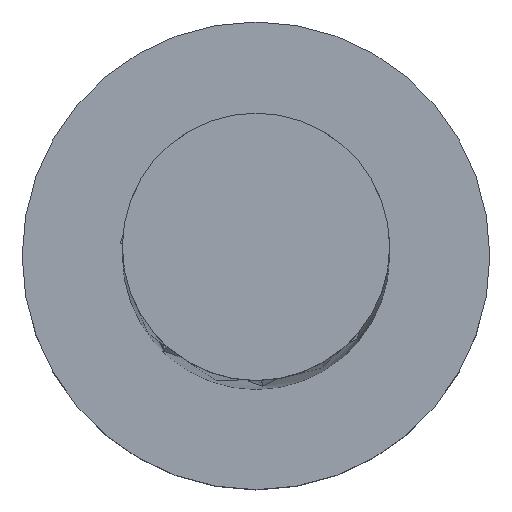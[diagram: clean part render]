
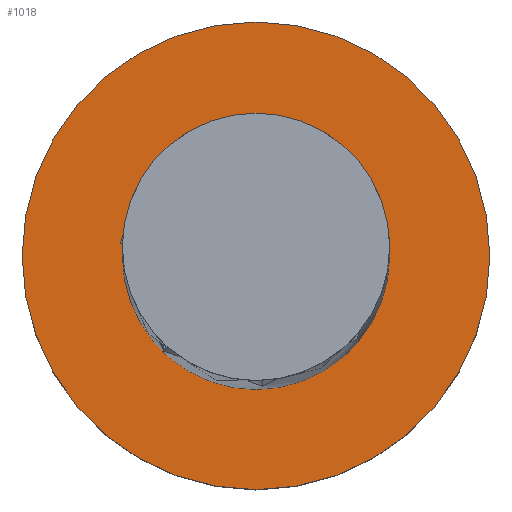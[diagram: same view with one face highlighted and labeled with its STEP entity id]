
A CAD part, top view. The second image highlights one B-rep face of the part: STEP entity #1018.
In plain terms, the highlighted planar face has unit normal (0, 0, 1).
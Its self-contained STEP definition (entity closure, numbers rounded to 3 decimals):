
#16 = VERTEX_POINT ( 'NONE', #1331 ) ;
#117 = CARTESIAN_POINT ( 'NONE',  ( -3.983, 0.363, 5. ) ) ;
#162 = ORIENTED_EDGE ( 'NONE', *, *, #296, .T. ) ;
#195 = AXIS2_PLACEMENT_3D ( 'NONE', #242, #2745, #1924 ) ;
#203 = DIRECTION ( 'NONE',  ( 0., 0., 1. ) ) ;
#214 = DIRECTION ( 'NONE',  ( 1., 0., 0. ) ) ;
#229 = VERTEX_POINT ( 'NONE', #2404 ) ;
#242 = CARTESIAN_POINT ( 'NONE',  ( 0., 0., 5. ) ) ;
#296 = EDGE_CURVE ( 'NONE', #2381, #16, #2683, .T. ) ;
#300 = VERTEX_POINT ( 'NONE', #1366 ) ;
#323 = CARTESIAN_POINT ( 'NONE',  ( -3.526, 1.888, 5. ) ) ;
#340 = EDGE_LOOP ( 'NONE', ( #2059, #1576 ) ) ;
#367 = CARTESIAN_POINT ( 'NONE',  ( -3.551, 1.898, 5. ) ) ;
#401 = EDGE_CURVE ( 'NONE', #300, #229, #2094, .T. ) ;
#412 = DIRECTION ( 'NONE',  ( 1., 0., 0. ) ) ;
#443 = EDGE_LOOP ( 'NONE', ( #162, #1959, #2177, #2244, #550, #668 ) ) ;
#469 = DIRECTION ( 'NONE',  ( 0., 0., 1. ) ) ;
#550 = ORIENTED_EDGE ( 'NONE', *, *, #401, .F. ) ;
#641 = EDGE_CURVE ( 'NONE', #2474, #1823, #1790, .T. ) ;
#663 = CARTESIAN_POINT ( 'NONE',  ( 0., 0., 5. ) ) ;
#668 = ORIENTED_EDGE ( 'NONE', *, *, #1988, .T. ) ;
#678 = CARTESIAN_POINT ( 'NONE',  ( 0., 0., 5. ) ) ;
#680 = VERTEX_POINT ( 'NONE', #1637 ) ;
#777 = AXIS2_PLACEMENT_3D ( 'NONE', #2085, #2458, #1229 ) ;
#863 = AXIS2_PLACEMENT_3D ( 'NONE', #663, #1088, #214 ) ;
#885 = CARTESIAN_POINT ( 'NONE',  ( 0., 0., 5. ) ) ;
#908 = CIRCLE ( 'NONE', #863, 4. ) ;
#963 = CARTESIAN_POINT ( 'NONE',  ( -4.036, 0.375, 5. ) ) ;
#967 =( BOUNDED_CURVE ( )  B_SPLINE_CURVE ( 3, ( #1394, #2243, #367, #323 ),
 .UNSPECIFIED., .F., .T. ) 
 B_SPLINE_CURVE_WITH_KNOTS ( ( 4, 4 ),
 ( 0., 0. ),
 .UNSPECIFIED. ) 
 CURVE ( )  GEOMETRIC_REPRESENTATION_ITEM ( )  RATIONAL_B_SPLINE_CURVE ( ( 0.999, 0.967, 0.937, 0.908 ) ) 
 REPRESENTATION_ITEM ( '' )  );
#1008 = CARTESIAN_POINT ( 'NONE',  ( -4.01, 0.368, 5. ) ) ;
#1018 = ADVANCED_FACE ( 'NONE', ( #1887, #2542 ), #2513, .T. ) ;
#1039 = CIRCLE ( 'NONE', #2539, 4. ) ;
#1088 = DIRECTION ( 'NONE',  ( 0., 0., 1. ) ) ;
#1193 = CARTESIAN_POINT ( 'NONE',  ( -4.061, 0.382, 5. ) ) ;
#1229 = DIRECTION ( 'NONE',  ( 1., 0., 0. ) ) ;
#1331 = CARTESIAN_POINT ( 'NONE',  ( -3.602, 1.915, 5. ) ) ;
#1366 = CARTESIAN_POINT ( 'NONE',  ( -3.983, 0.363, 5. ) ) ;
#1384 = EDGE_CURVE ( 'NONE', #229, #2585, #908, .T. ) ;
#1394 = CARTESIAN_POINT ( 'NONE',  ( -3.602, 1.915, 5. ) ) ;
#1400 = CARTESIAN_POINT ( 'NONE',  ( 0., 0., 5. ) ) ;
#1476 = EDGE_CURVE ( 'NONE', #2585, #680, #1039, .T. ) ;
#1557 = CARTESIAN_POINT ( 'NONE',  ( 7., 0., 5. ) ) ;
#1576 = ORIENTED_EDGE ( 'NONE', *, *, #641, .T. ) ;
#1584 = CARTESIAN_POINT ( 'NONE',  ( 4., 0., 5. ) ) ;
#1626 = EDGE_CURVE ( 'NONE', #1823, #2474, #2581, .T. ) ;
#1637 = CARTESIAN_POINT ( 'NONE',  ( -3.526, 1.888, 5. ) ) ;
#1659 =( BOUNDED_CURVE ( )  B_SPLINE_CURVE ( 3, ( #117, #1008, #963, #1193 ),
 .UNSPECIFIED., .F., .T. ) 
 B_SPLINE_CURVE_WITH_KNOTS ( ( 4, 4 ),
 ( 0.002, 0.003 ),
 .UNSPECIFIED. ) 
 CURVE ( )  GEOMETRIC_REPRESENTATION_ITEM ( )  RATIONAL_B_SPLINE_CURVE ( ( 0.908, 0.937, 0.967, 0.999 ) ) 
 REPRESENTATION_ITEM ( '' )  );
#1704 = DIRECTION ( 'NONE',  ( 1., 0., 0. ) ) ;
#1779 = CARTESIAN_POINT ( 'NONE',  ( -4.061, 0.382, 5. ) ) ;
#1790 = CIRCLE ( 'NONE', #777, 7. ) ;
#1823 = VERTEX_POINT ( 'NONE', #2640 ) ;
#1887 = FACE_OUTER_BOUND ( 'NONE', #340, .T. ) ;
#1914 = EDGE_CURVE ( 'NONE', #16, #680, #967, .T. ) ;
#1924 = DIRECTION ( 'NONE',  ( 1., 0., 0. ) ) ;
#1959 = ORIENTED_EDGE ( 'NONE', *, *, #1914, .T. ) ;
#1988 = EDGE_CURVE ( 'NONE', #300, #2381, #1659, .T. ) ;
#2059 = ORIENTED_EDGE ( 'NONE', *, *, #1626, .T. ) ;
#2085 = CARTESIAN_POINT ( 'NONE',  ( 0., 0., 5. ) ) ;
#2094 = CIRCLE ( 'NONE', #2397, 4. ) ;
#2141 = CARTESIAN_POINT ( 'NONE',  ( -4.061, 0.382, 5. ) ) ;
#2177 = ORIENTED_EDGE ( 'NONE', *, *, #1476, .F. ) ;
#2243 = CARTESIAN_POINT ( 'NONE',  ( -3.577, 1.907, 5. ) ) ;
#2244 = ORIENTED_EDGE ( 'NONE', *, *, #1384, .F. ) ;
#2264 = DIRECTION ( 'NONE',  ( 1., 0., 0. ) ) ;
#2356 = AXIS2_PLACEMENT_3D ( 'NONE', #885, #469, #1704 ) ;
#2381 = VERTEX_POINT ( 'NONE', #1779 ) ;
#2397 = AXIS2_PLACEMENT_3D ( 'NONE', #1400, #2599, #2264 ) ;
#2404 = CARTESIAN_POINT ( 'NONE',  ( -4., 0., 5. ) ) ;
#2458 = DIRECTION ( 'NONE',  ( 0., 0., 1. ) ) ;
#2474 = VERTEX_POINT ( 'NONE', #1557 ) ;
#2513 = PLANE ( 'NONE',  #2356 ) ;
#2539 = AXIS2_PLACEMENT_3D ( 'NONE', #678, #203, #412 ) ;
#2542 = FACE_BOUND ( 'NONE', #443, .T. ) ;
#2581 = CIRCLE ( 'NONE', #195, 7. ) ;
#2585 = VERTEX_POINT ( 'NONE', #1584 ) ;
#2586 = CARTESIAN_POINT ( 'NONE',  ( -3.602, 1.915, 5. ) ) ;
#2599 = DIRECTION ( 'NONE',  ( 0., 0., 1. ) ) ;
#2640 = CARTESIAN_POINT ( 'NONE',  ( -7., 0., 5. ) ) ;
#2683 =( BOUNDED_CURVE ( )  B_SPLINE_CURVE ( 1, ( #2141, #2586 ),
 .UNSPECIFIED., .F., .T. ) 
 B_SPLINE_CURVE_WITH_KNOTS ( ( 2, 2 ),
 ( 0., 0.002 ),
 .UNSPECIFIED. ) 
 CURVE ( )  GEOMETRIC_REPRESENTATION_ITEM ( )  RATIONAL_B_SPLINE_CURVE ( ( 0.999, 0.999 ) ) 
 REPRESENTATION_ITEM ( '' )  );
#2745 = DIRECTION ( 'NONE',  ( 0., 0., 1. ) ) ;
